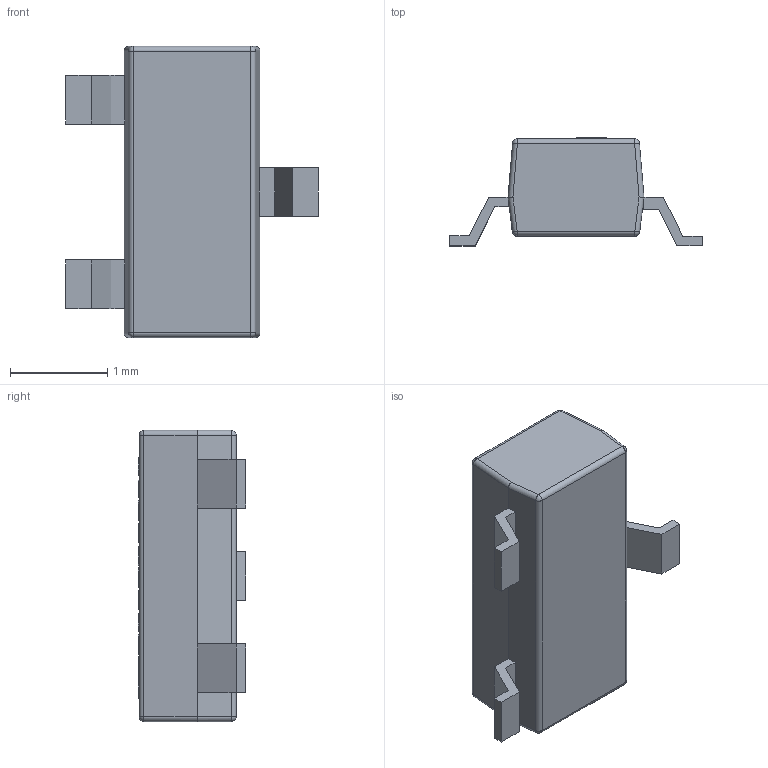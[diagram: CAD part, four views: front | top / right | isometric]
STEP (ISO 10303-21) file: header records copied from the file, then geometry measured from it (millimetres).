
FILE_DESCRIPTION (( 'STEP AP214' ), '1' );
FILE_NAME ('bat-54-Diode.STEP', '2013-12-18T09:03:28', ( 'BT_YANFB_XUJUNRAN' ), ( '' ), 'SwSTEP 2.0', 'SolidWorks 2010', '' );
FILE_SCHEMA (( 'AUTOMOTIVE_DESIGN' ));
Length unit declared in the file: millimetre
Products named in the file (4): BAT54-Diode; BAT54-Diode-1; BAT54-Diode-0; bat-54-Diode
Assembly tree (3 placements, depth 2):
  bat-54-Diode
    BAT54-Diode
    BAT54-Diode-0
    BAT54-Diode-1
Bounding box: 2.6 x 1.11 x 3 mm (x, y, z)
Volume: 4.2 mm3; surface area: 19.7 mm2
Topology: 4 solids, 4 shells, 265 faces, 703 edges, 454 vertices
Faces by surface type: plane 148, bspline 93, cylinder 16, sphere 8
Entity records: 18207 total; most frequent: CARTESIAN_POINT 9463, ORIENTED_EDGE 1390, DIRECTION 885, EDGE_CURVE 695, VECTOR 481, LINE 481, VERTEX_POINT 454, EDGE_LOOP 281
